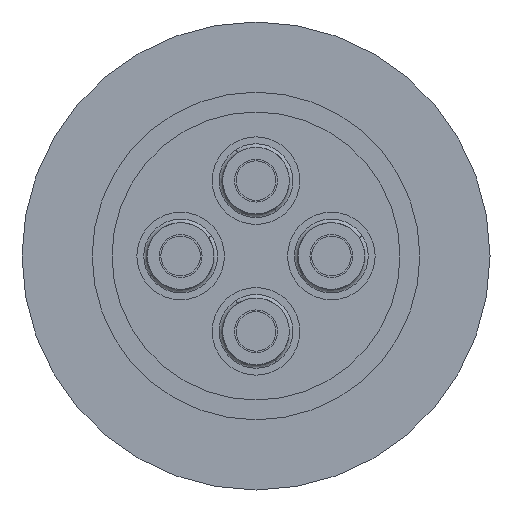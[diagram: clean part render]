
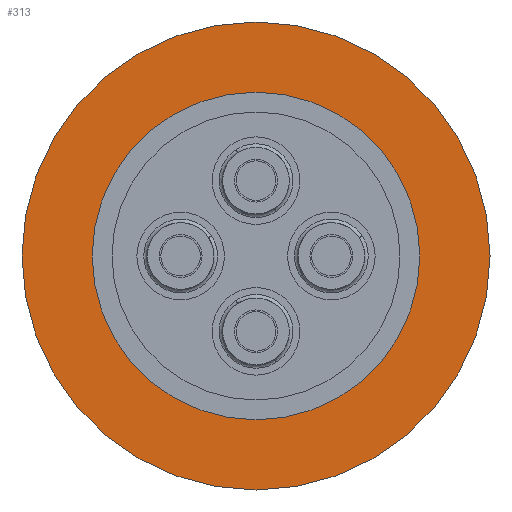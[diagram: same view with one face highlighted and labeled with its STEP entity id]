
A CAD part, front view. The second image highlights one B-rep face of the part: STEP entity #313.
In plain terms, the highlighted planar face has unit normal (0, -1, 0).
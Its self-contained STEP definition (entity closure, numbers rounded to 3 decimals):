
#189 = DIRECTION ( 'NONE',  ( 0., 1., 0. ) ) ;
#289 = CARTESIAN_POINT ( 'NONE',  ( -26.226, 0., 0. ) ) ;
#313 = ADVANCED_FACE ( 'NONE', ( #5316, #3898 ), #6277, .F. ) ;
#322 = CIRCLE ( 'NONE', #5268, 37.465 ) ;
#478 = DIRECTION ( 'NONE',  ( 0., 0., -1. ) ) ;
#844 = CARTESIAN_POINT ( 'NONE',  ( 0., 0., 0. ) ) ;
#866 = DIRECTION ( 'NONE',  ( 0., 1., 0. ) ) ;
#1000 = CIRCLE ( 'NONE', #6869, 26.226 ) ;
#1152 = DIRECTION ( 'NONE',  ( 0., 0., -1. ) ) ;
#1188 = EDGE_CURVE ( 'NONE', #4896, #6294, #2471, .T. ) ;
#1784 = EDGE_LOOP ( 'NONE', ( #5979, #4798 ) ) ;
#1861 = CIRCLE ( 'NONE', #2974, 26.226 ) ;
#2097 = DIRECTION ( 'NONE',  ( 0., -1., 0. ) ) ;
#2185 = EDGE_CURVE ( 'NONE', #6294, #4896, #322, .T. ) ;
#2366 = EDGE_CURVE ( 'NONE', #3628, #3401, #1861, .T. ) ;
#2471 = CIRCLE ( 'NONE', #4289, 37.465 ) ;
#2737 = CARTESIAN_POINT ( 'NONE',  ( 0., 0., 0. ) ) ;
#2765 = ORIENTED_EDGE ( 'NONE', *, *, #1188, .F. ) ;
#2974 = AXIS2_PLACEMENT_3D ( 'NONE', #2737, #6010, #1152 ) ;
#2976 = CARTESIAN_POINT ( 'NONE',  ( 0., 0., 37.465 ) ) ;
#3175 = EDGE_CURVE ( 'NONE', #3401, #3628, #1000, .T. ) ;
#3401 = VERTEX_POINT ( 'NONE', #6911 ) ;
#3628 = VERTEX_POINT ( 'NONE', #4480 ) ;
#3898 = FACE_BOUND ( 'NONE', #1784, .T. ) ;
#4065 = ORIENTED_EDGE ( 'NONE', *, *, #2185, .F. ) ;
#4289 = AXIS2_PLACEMENT_3D ( 'NONE', #6611, #189, #6655 ) ;
#4480 = CARTESIAN_POINT ( 'NONE',  ( 0., 0., 26.226 ) ) ;
#4625 = DIRECTION ( 'NONE',  ( 0., 0., 1. ) ) ;
#4798 = ORIENTED_EDGE ( 'NONE', *, *, #2366, .F. ) ;
#4896 = VERTEX_POINT ( 'NONE', #2976 ) ;
#5021 = AXIS2_PLACEMENT_3D ( 'NONE', #289, #866, #4625 ) ;
#5031 = CARTESIAN_POINT ( 'NONE',  ( 0., 0., -37.465 ) ) ;
#5268 = AXIS2_PLACEMENT_3D ( 'NONE', #844, #5856, #478 ) ;
#5316 = FACE_OUTER_BOUND ( 'NONE', #6661, .T. ) ;
#5846 = CARTESIAN_POINT ( 'NONE',  ( 0., 0., 0. ) ) ;
#5856 = DIRECTION ( 'NONE',  ( 0., 1., 0. ) ) ;
#5979 = ORIENTED_EDGE ( 'NONE', *, *, #3175, .F. ) ;
#6010 = DIRECTION ( 'NONE',  ( 0., -1., 0. ) ) ;
#6277 = PLANE ( 'NONE',  #5021 ) ;
#6294 = VERTEX_POINT ( 'NONE', #5031 ) ;
#6414 = DIRECTION ( 'NONE',  ( 0., 0., -1. ) ) ;
#6611 = CARTESIAN_POINT ( 'NONE',  ( 0., 0., 0. ) ) ;
#6655 = DIRECTION ( 'NONE',  ( 0., 0., -1. ) ) ;
#6661 = EDGE_LOOP ( 'NONE', ( #4065, #2765 ) ) ;
#6869 = AXIS2_PLACEMENT_3D ( 'NONE', #5846, #2097, #6414 ) ;
#6911 = CARTESIAN_POINT ( 'NONE',  ( 0., 0., -26.226 ) ) ;
